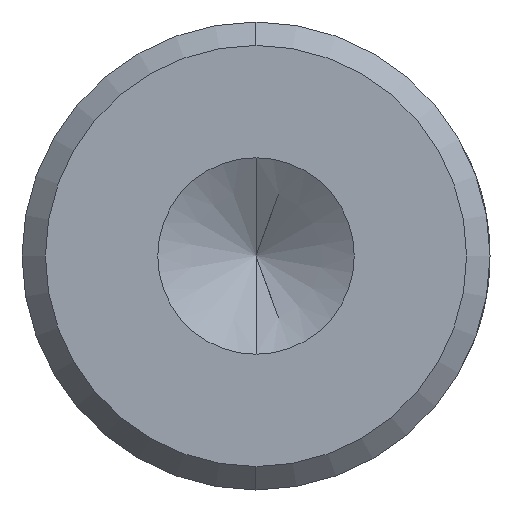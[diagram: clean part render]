
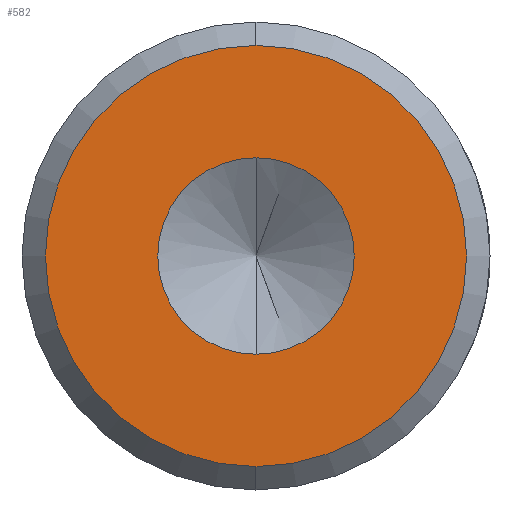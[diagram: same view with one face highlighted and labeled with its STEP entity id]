
A CAD part, left-side view. The second image highlights one B-rep face of the part: STEP entity #582.
In plain terms, the highlighted planar face has unit normal (-1, 0, 0).
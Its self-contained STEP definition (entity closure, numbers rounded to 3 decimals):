
#4 = EDGE_CURVE ( 'NONE', #1240, #210, #12, .T. ) ;
#12 = CIRCLE ( 'NONE', #657, 2.1 ) ;
#15 = CARTESIAN_POINT ( 'NONE',  ( 0., 0., 0. ) ) ;
#19 = CIRCLE ( 'NONE', #1133, 4.501 ) ;
#35 = EDGE_LOOP ( 'NONE', ( #155, #510 ) ) ;
#53 = AXIS2_PLACEMENT_3D ( 'NONE', #306, #976, #405 ) ;
#124 = DIRECTION ( 'NONE',  ( 0., 0., 1. ) ) ;
#152 = PLANE ( 'NONE',  #941 ) ;
#155 = ORIENTED_EDGE ( 'NONE', *, *, #689, .F. ) ;
#210 = VERTEX_POINT ( 'NONE', #743 ) ;
#268 = DIRECTION ( 'NONE',  ( -1., 0., 0. ) ) ;
#306 = CARTESIAN_POINT ( 'NONE',  ( 0., 0., 0. ) ) ;
#352 = EDGE_CURVE ( 'NONE', #918, #1214, #788, .T. ) ;
#373 = FACE_OUTER_BOUND ( 'NONE', #544, .T. ) ;
#405 = DIRECTION ( 'NONE',  ( 0., 0., 1. ) ) ;
#479 = CARTESIAN_POINT ( 'NONE',  ( 0., 0., 0. ) ) ;
#510 = ORIENTED_EDGE ( 'NONE', *, *, #4, .F. ) ;
#544 = EDGE_LOOP ( 'NONE', ( #664, #913 ) ) ;
#577 = DIRECTION ( 'NONE',  ( 0., 0., 1. ) ) ;
#582 = ADVANCED_FACE ( 'NONE', ( #373, #1106 ), #152, .T. ) ;
#633 = DIRECTION ( 'NONE',  ( -1., 0., 0. ) ) ;
#657 = AXIS2_PLACEMENT_3D ( 'NONE', #1108, #633, #1005 ) ;
#660 = CARTESIAN_POINT ( 'NONE',  ( 0., 0., 0. ) ) ;
#664 = ORIENTED_EDGE ( 'NONE', *, *, #672, .T. ) ;
#672 = EDGE_CURVE ( 'NONE', #1214, #918, #19, .T. ) ;
#689 = EDGE_CURVE ( 'NONE', #210, #1240, #1255, .T. ) ;
#727 = DIRECTION ( 'NONE',  ( -1., 0., 0. ) ) ;
#743 = CARTESIAN_POINT ( 'NONE',  ( 0., 0., 2.1 ) ) ;
#788 = CIRCLE ( 'NONE', #1028, 4.501 ) ;
#882 = CARTESIAN_POINT ( 'NONE',  ( 0., 0., -4.501 ) ) ;
#913 = ORIENTED_EDGE ( 'NONE', *, *, #352, .T. ) ;
#918 = VERTEX_POINT ( 'NONE', #1187 ) ;
#941 = AXIS2_PLACEMENT_3D ( 'NONE', #660, #268, #942 ) ;
#942 = DIRECTION ( 'NONE',  ( 0., 0., 1. ) ) ;
#976 = DIRECTION ( 'NONE',  ( -1., 0., 0. ) ) ;
#1005 = DIRECTION ( 'NONE',  ( 0., 0., 1. ) ) ;
#1028 = AXIS2_PLACEMENT_3D ( 'NONE', #15, #727, #124 ) ;
#1076 = CARTESIAN_POINT ( 'NONE',  ( 0., 0., -2.1 ) ) ;
#1106 = FACE_BOUND ( 'NONE', #35, .T. ) ;
#1108 = CARTESIAN_POINT ( 'NONE',  ( 0., 0., 0. ) ) ;
#1133 = AXIS2_PLACEMENT_3D ( 'NONE', #479, #1144, #577 ) ;
#1144 = DIRECTION ( 'NONE',  ( -1., 0., 0. ) ) ;
#1187 = CARTESIAN_POINT ( 'NONE',  ( 0., 0., 4.501 ) ) ;
#1214 = VERTEX_POINT ( 'NONE', #882 ) ;
#1240 = VERTEX_POINT ( 'NONE', #1076 ) ;
#1255 = CIRCLE ( 'NONE', #53, 2.1 ) ;
